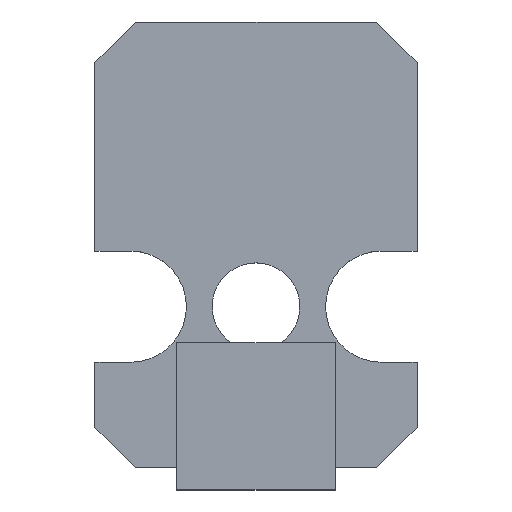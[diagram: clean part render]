
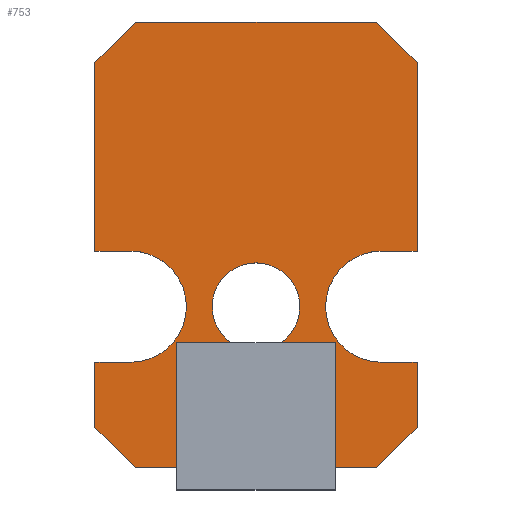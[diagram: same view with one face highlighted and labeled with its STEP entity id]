
A CAD part, top view. The second image highlights one B-rep face of the part: STEP entity #753.
In plain terms, the highlighted planar face has unit normal (0, 0, 1).
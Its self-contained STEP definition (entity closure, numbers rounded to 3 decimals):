
#56 = VERTEX_POINT('',#57);
#57 = CARTESIAN_POINT('',(0.,2.6,1.));
#63 = EDGE_CURVE('',#56,#64,#66,.T.);
#64 = VERTEX_POINT('',#65);
#65 = CARTESIAN_POINT('',(2.6,0.,1.));
#66 = LINE('',#67,#68);
#67 = CARTESIAN_POINT('',(0.,2.6,1.));
#68 = VECTOR('',#69,1.);
#69 = DIRECTION('',(0.707,-0.707,0.));
#94 = EDGE_CURVE('',#64,#95,#97,.T.);
#95 = VERTEX_POINT('',#96);
#96 = CARTESIAN_POINT('',(18.,0.,1.));
#97 = LINE('',#98,#99);
#98 = CARTESIAN_POINT('',(2.6,0.,1.));
#99 = VECTOR('',#100,1.);
#100 = DIRECTION('',(1.,0.,0.));
#125 = EDGE_CURVE('',#95,#126,#128,.T.);
#126 = VERTEX_POINT('',#127);
#127 = CARTESIAN_POINT('',(20.6,2.6,1.));
#128 = LINE('',#129,#130);
#129 = CARTESIAN_POINT('',(18.,0.,1.));
#130 = VECTOR('',#131,1.);
#131 = DIRECTION('',(0.707,0.707,0.));
#156 = EDGE_CURVE('',#126,#157,#159,.T.);
#157 = VERTEX_POINT('',#158);
#158 = CARTESIAN_POINT('',(20.6,6.75,1.));
#159 = LINE('',#160,#161);
#160 = CARTESIAN_POINT('',(20.6,2.6,1.));
#161 = VECTOR('',#162,1.);
#162 = DIRECTION('',(0.,1.,0.));
#187 = EDGE_CURVE('',#157,#188,#190,.T.);
#188 = VERTEX_POINT('',#189);
#189 = CARTESIAN_POINT('',(18.3,6.75,1.));
#190 = LINE('',#191,#192);
#191 = CARTESIAN_POINT('',(20.6,6.75,1.));
#192 = VECTOR('',#193,1.);
#193 = DIRECTION('',(-1.,0.,0.));
#218 = EDGE_CURVE('',#188,#219,#221,.T.);
#219 = VERTEX_POINT('',#220);
#220 = CARTESIAN_POINT('',(18.3,13.85,1.));
#221 = CIRCLE('',#222,3.55);
#222 = AXIS2_PLACEMENT_3D('',#223,#224,#225);
#223 = CARTESIAN_POINT('',(18.3,10.3,1.));
#224 = DIRECTION('',(0.,0.,-1.));
#225 = DIRECTION('',(0.,-1.,0.));
#251 = EDGE_CURVE('',#219,#252,#254,.T.);
#252 = VERTEX_POINT('',#253);
#253 = CARTESIAN_POINT('',(20.6,13.85,1.));
#254 = LINE('',#255,#256);
#255 = CARTESIAN_POINT('',(18.3,13.85,1.));
#256 = VECTOR('',#257,1.);
#257 = DIRECTION('',(1.,0.,0.));
#282 = EDGE_CURVE('',#252,#283,#285,.T.);
#283 = VERTEX_POINT('',#284);
#284 = CARTESIAN_POINT('',(20.6,25.9,1.));
#285 = LINE('',#286,#287);
#286 = CARTESIAN_POINT('',(20.6,13.85,1.));
#287 = VECTOR('',#288,1.);
#288 = DIRECTION('',(0.,1.,0.));
#313 = EDGE_CURVE('',#283,#314,#316,.T.);
#314 = VERTEX_POINT('',#315);
#315 = CARTESIAN_POINT('',(18.,28.5,1.));
#316 = LINE('',#317,#318);
#317 = CARTESIAN_POINT('',(20.6,25.9,1.));
#318 = VECTOR('',#319,1.);
#319 = DIRECTION('',(-0.707,0.707,0.));
#344 = EDGE_CURVE('',#314,#345,#347,.T.);
#345 = VERTEX_POINT('',#346);
#346 = CARTESIAN_POINT('',(2.6,28.5,1.));
#347 = LINE('',#348,#349);
#348 = CARTESIAN_POINT('',(18.,28.5,1.));
#349 = VECTOR('',#350,1.);
#350 = DIRECTION('',(-1.,0.,0.));
#375 = EDGE_CURVE('',#345,#376,#378,.T.);
#376 = VERTEX_POINT('',#377);
#377 = CARTESIAN_POINT('',(0.,25.9,1.));
#378 = LINE('',#379,#380);
#379 = CARTESIAN_POINT('',(2.6,28.5,1.));
#380 = VECTOR('',#381,1.);
#381 = DIRECTION('',(-0.707,-0.707,0.));
#406 = EDGE_CURVE('',#376,#407,#409,.T.);
#407 = VERTEX_POINT('',#408);
#408 = CARTESIAN_POINT('',(0.,13.85,1.));
#409 = LINE('',#410,#411);
#410 = CARTESIAN_POINT('',(0.,25.9,1.));
#411 = VECTOR('',#412,1.);
#412 = DIRECTION('',(0.,-1.,0.));
#437 = EDGE_CURVE('',#407,#438,#440,.T.);
#438 = VERTEX_POINT('',#439);
#439 = CARTESIAN_POINT('',(2.3,13.85,1.));
#440 = LINE('',#441,#442);
#441 = CARTESIAN_POINT('',(0.,13.85,1.));
#442 = VECTOR('',#443,1.);
#443 = DIRECTION('',(1.,0.,0.));
#468 = EDGE_CURVE('',#438,#469,#471,.T.);
#469 = VERTEX_POINT('',#470);
#470 = CARTESIAN_POINT('',(2.3,6.75,1.));
#471 = CIRCLE('',#472,3.55);
#472 = AXIS2_PLACEMENT_3D('',#473,#474,#475);
#473 = CARTESIAN_POINT('',(2.3,10.3,1.));
#474 = DIRECTION('',(0.,0.,-1.));
#475 = DIRECTION('',(0.,1.,0.));
#501 = EDGE_CURVE('',#469,#502,#504,.T.);
#502 = VERTEX_POINT('',#503);
#503 = CARTESIAN_POINT('',(0.,6.75,1.));
#504 = LINE('',#505,#506);
#505 = CARTESIAN_POINT('',(2.3,6.75,1.));
#506 = VECTOR('',#507,1.);
#507 = DIRECTION('',(-1.,0.,0.));
#532 = EDGE_CURVE('',#502,#56,#533,.T.);
#533 = LINE('',#534,#535);
#534 = CARTESIAN_POINT('',(0.,6.75,1.));
#535 = VECTOR('',#536,1.);
#536 = DIRECTION('',(0.,-1.,0.));
#556 = VERTEX_POINT('',#557);
#557 = CARTESIAN_POINT('',(7.65,6.644,1.));
#563 = EDGE_CURVE('',#556,#556,#564,.T.);
#564 = CIRCLE('',#565,0.35);
#565 = AXIS2_PLACEMENT_3D('',#566,#567,#568);
#566 = CARTESIAN_POINT('',(7.3,6.644,1.));
#567 = DIRECTION('',(0.,0.,1.));
#568 = DIRECTION('',(1.,0.,0.));
#589 = VERTEX_POINT('',#590);
#590 = CARTESIAN_POINT('',(13.1,10.3,1.));
#596 = EDGE_CURVE('',#589,#589,#597,.T.);
#597 = CIRCLE('',#598,2.8);
#598 = AXIS2_PLACEMENT_3D('',#599,#600,#601);
#599 = CARTESIAN_POINT('',(10.3,10.3,1.));
#600 = DIRECTION('',(0.,0.,1.));
#601 = DIRECTION('',(1.,0.,0.));
#622 = VERTEX_POINT('',#623);
#623 = CARTESIAN_POINT('',(9.7,6.644,1.));
#629 = EDGE_CURVE('',#622,#622,#630,.T.);
#630 = CIRCLE('',#631,0.4);
#631 = AXIS2_PLACEMENT_3D('',#632,#633,#634);
#632 = CARTESIAN_POINT('',(9.3,6.644,1.));
#633 = DIRECTION('',(0.,0.,1.));
#634 = DIRECTION('',(1.,0.,0.));
#655 = VERTEX_POINT('',#656);
#656 = CARTESIAN_POINT('',(11.7,6.644,1.));
#662 = EDGE_CURVE('',#655,#655,#663,.T.);
#663 = CIRCLE('',#664,0.4);
#664 = AXIS2_PLACEMENT_3D('',#665,#666,#667);
#665 = CARTESIAN_POINT('',(11.3,6.644,1.));
#666 = DIRECTION('',(0.,0.,1.));
#667 = DIRECTION('',(1.,0.,0.));
#688 = VERTEX_POINT('',#689);
#689 = CARTESIAN_POINT('',(13.65,6.644,1.));
#695 = EDGE_CURVE('',#688,#688,#696,.T.);
#696 = CIRCLE('',#697,0.35);
#697 = AXIS2_PLACEMENT_3D('',#698,#699,#700);
#698 = CARTESIAN_POINT('',(13.3,6.644,1.));
#699 = DIRECTION('',(0.,0.,1.));
#700 = DIRECTION('',(1.,0.,0.));
#753 = ADVANCED_FACE('',(#754,#772,#775,#778,#781,#784),#787,.F.);
#754 = FACE_BOUND('',#755,.T.);
#755 = EDGE_LOOP('',(#756,#757,#758,#759,#760,#761,#762,#763,#764,#765,
    #766,#767,#768,#769,#770,#771));
#756 = ORIENTED_EDGE('',*,*,#63,.T.);
#757 = ORIENTED_EDGE('',*,*,#94,.T.);
#758 = ORIENTED_EDGE('',*,*,#125,.T.);
#759 = ORIENTED_EDGE('',*,*,#156,.T.);
#760 = ORIENTED_EDGE('',*,*,#187,.T.);
#761 = ORIENTED_EDGE('',*,*,#218,.T.);
#762 = ORIENTED_EDGE('',*,*,#251,.T.);
#763 = ORIENTED_EDGE('',*,*,#282,.T.);
#764 = ORIENTED_EDGE('',*,*,#313,.T.);
#765 = ORIENTED_EDGE('',*,*,#344,.T.);
#766 = ORIENTED_EDGE('',*,*,#375,.T.);
#767 = ORIENTED_EDGE('',*,*,#406,.T.);
#768 = ORIENTED_EDGE('',*,*,#437,.T.);
#769 = ORIENTED_EDGE('',*,*,#468,.T.);
#770 = ORIENTED_EDGE('',*,*,#501,.T.);
#771 = ORIENTED_EDGE('',*,*,#532,.T.);
#772 = FACE_BOUND('',#773,.F.);
#773 = EDGE_LOOP('',(#774));
#774 = ORIENTED_EDGE('',*,*,#563,.T.);
#775 = FACE_BOUND('',#776,.F.);
#776 = EDGE_LOOP('',(#777));
#777 = ORIENTED_EDGE('',*,*,#596,.T.);
#778 = FACE_BOUND('',#779,.F.);
#779 = EDGE_LOOP('',(#780));
#780 = ORIENTED_EDGE('',*,*,#629,.T.);
#781 = FACE_BOUND('',#782,.F.);
#782 = EDGE_LOOP('',(#783));
#783 = ORIENTED_EDGE('',*,*,#662,.T.);
#784 = FACE_BOUND('',#785,.F.);
#785 = EDGE_LOOP('',(#786));
#786 = ORIENTED_EDGE('',*,*,#695,.T.);
#787 = PLANE('',#788);
#788 = AXIS2_PLACEMENT_3D('',#789,#790,#791);
#789 = CARTESIAN_POINT('',(0.,2.6,1.));
#790 = DIRECTION('',(0.,0.,-1.));
#791 = DIRECTION('',(-1.,0.,0.));
